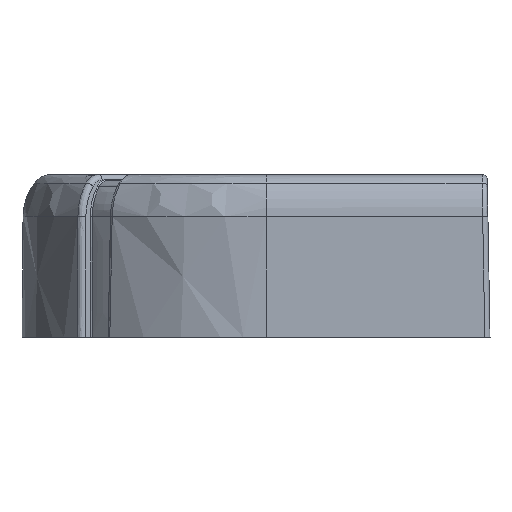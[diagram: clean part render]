
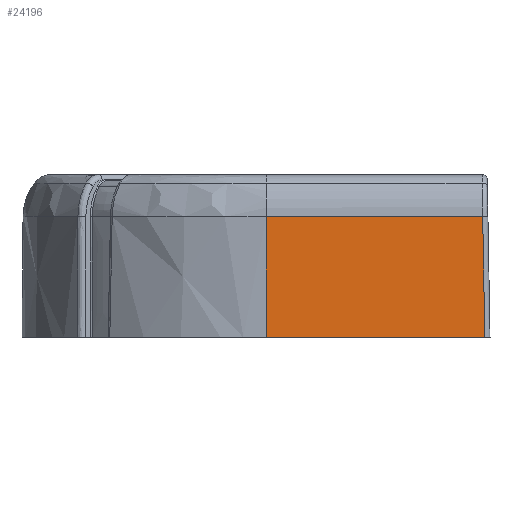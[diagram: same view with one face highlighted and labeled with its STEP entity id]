
A CAD part, front view. The second image highlights one B-rep face of the part: STEP entity #24196.
In plain terms, the highlighted planar face has unit normal (0, -1, 0.009).
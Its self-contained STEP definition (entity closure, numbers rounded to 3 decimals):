
#1222 = CARTESIAN_POINT ( 'NONE',  ( 16., -77.864, 0. ) ) ;
#1783 = ORIENTED_EDGE ( 'NONE', *, *, #24600, .F. ) ;
#2557 = EDGE_CURVE ( 'NONE', #11610, #4959, #26882, .T. ) ;
#3139 = DIRECTION ( 'NONE',  ( 0., -1., 0.009 ) ) ;
#4959 = VERTEX_POINT ( 'NONE', #16189 ) ;
#5026 = VECTOR ( 'NONE', #16056, 1000. ) ;
#5088 = FACE_OUTER_BOUND ( 'NONE', #30587, .T. ) ;
#6281 = LINE ( 'NONE', #8863, #34184 ) ;
#6808 = ORIENTED_EDGE ( 'NONE', *, *, #2557, .T. ) ;
#7227 = CARTESIAN_POINT ( 'NONE',  ( 99.192, -77.46, 46.3 ) ) ;
#8863 = CARTESIAN_POINT ( 'NONE',  ( 16., -77.46, 46.3 ) ) ;
#9164 = ORIENTED_EDGE ( 'NONE', *, *, #31484, .T. ) ;
#9691 = VECTOR ( 'NONE', #20044, 1000. ) ;
#11610 = VERTEX_POINT ( 'NONE', #1222 ) ;
#12570 = VECTOR ( 'NONE', #20514, 1000. ) ;
#16056 = DIRECTION ( 'NONE',  ( -0.017, 0.009, 1. ) ) ;
#16189 = CARTESIAN_POINT ( 'NONE',  ( 100., -77.864, 0. ) ) ;
#20044 = DIRECTION ( 'NONE',  ( 1., 0., 0. ) ) ;
#20514 = DIRECTION ( 'NONE',  ( 1., 0., 0. ) ) ;
#20750 = CARTESIAN_POINT ( 'NONE',  ( 16., -77.864, 0. ) ) ;
#24084 = CARTESIAN_POINT ( 'NONE',  ( 16., -77.46, 46.3 ) ) ;
#24196 = ADVANCED_FACE ( 'NONE', ( #5088 ), #30770, .T. ) ;
#24600 = EDGE_CURVE ( 'NONE', #31429, #25323, #30349, .T. ) ;
#25323 = VERTEX_POINT ( 'NONE', #7227 ) ;
#25444 = DIRECTION ( 'NONE',  ( 0., 0.009, 1. ) ) ;
#25561 = LINE ( 'NONE', #32322, #5026 ) ;
#26657 = ORIENTED_EDGE ( 'NONE', *, *, #27294, .F. ) ;
#26706 = AXIS2_PLACEMENT_3D ( 'NONE', #27992, #3139, #33522 ) ;
#26882 = LINE ( 'NONE', #20750, #12570 ) ;
#27294 = EDGE_CURVE ( 'NONE', #11610, #31429, #6281, .T. ) ;
#27992 = CARTESIAN_POINT ( 'NONE',  ( 16., -77.46, 46.3 ) ) ;
#30349 = LINE ( 'NONE', #33486, #9691 ) ;
#30587 = EDGE_LOOP ( 'NONE', ( #6808, #9164, #1783, #26657 ) ) ;
#30770 = PLANE ( 'NONE',  #26706 ) ;
#31429 = VERTEX_POINT ( 'NONE', #24084 ) ;
#31484 = EDGE_CURVE ( 'NONE', #4959, #25323, #25561, .T. ) ;
#32322 = CARTESIAN_POINT ( 'NONE',  ( 100., -77.864, 0. ) ) ;
#33486 = CARTESIAN_POINT ( 'NONE',  ( 59.66, -77.46, 46.3 ) ) ;
#33522 = DIRECTION ( 'NONE',  ( 0., -0.009, -1. ) ) ;
#34184 = VECTOR ( 'NONE', #25444, 1000. ) ;
